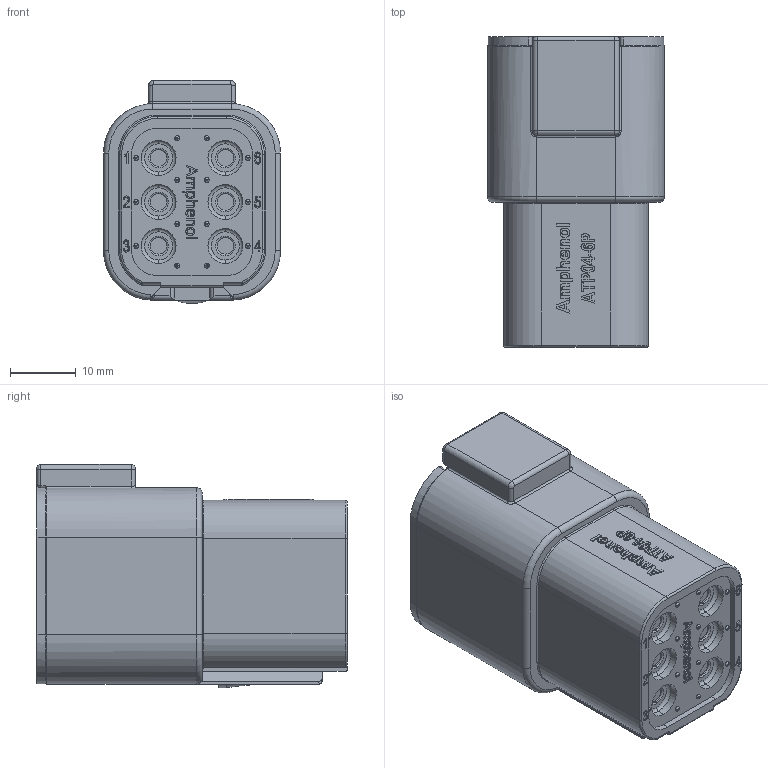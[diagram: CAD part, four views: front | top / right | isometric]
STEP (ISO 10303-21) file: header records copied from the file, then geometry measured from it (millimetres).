
FILE_DESCRIPTION((''),'2;1');
FILE_NAME('PL000772-06','2019-09-25T',('Peter.Yang'),(''),'PRO/ENGINEER BY PARAMETRIC TECHNOLOGY CORPORATION, 2016360','PRO/ENGINEER BY PARAMETRIC TECHNOLOGY CORPORATION, 2016360','');
FILE_SCHEMA(('CONFIG_CONTROL_DESIGN'));
Length unit declared in the file: millimetre
Products named in the file (1): PL000772-06
Bounding box: 26.95 x 47.3 x 33.98 mm (x, y, z)
Volume: 21858.8 mm3; surface area: 8800.4 mm2
Topology: 1 solids, 1 shells, 956 faces, 2471 edges, 1594 vertices
Faces by surface type: plane 377, extrusion 316, cylinder 158, torus 52, bspline 44, cone 7, sphere 2
Entity records: 31633 total; most frequent: CARTESIAN_POINT 9457, ORIENTED_EDGE 4942, DIRECTION 3714, EDGE_CURVE 2471, VECTOR 1662, VERTEX_POINT 1594, LINE 1346, EDGE_LOOP 1033
